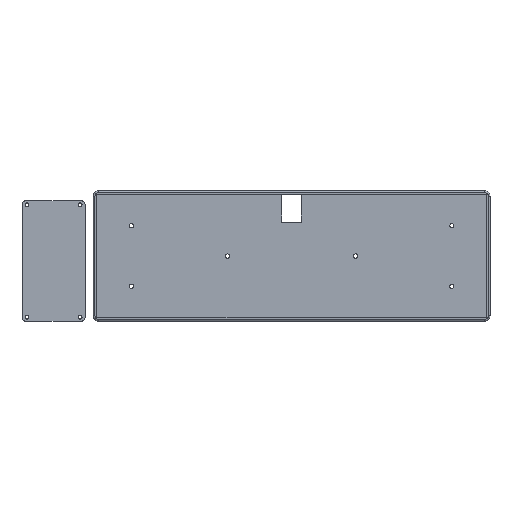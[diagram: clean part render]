
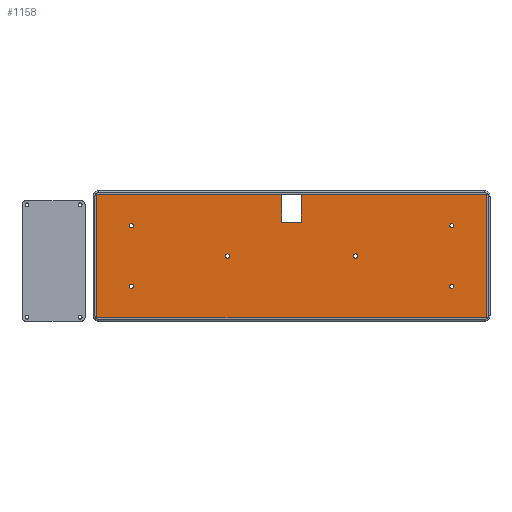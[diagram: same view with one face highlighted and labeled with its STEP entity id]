
A CAD part, top view. The second image highlights one B-rep face of the part: STEP entity #1158.
In plain terms, the highlighted planar face has unit normal (0, 0, 1).
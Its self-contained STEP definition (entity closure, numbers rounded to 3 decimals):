
#45=FACE_BOUND('',#192,.T.);
#46=FACE_BOUND('',#193,.T.);
#47=FACE_BOUND('',#194,.T.);
#48=FACE_BOUND('',#195,.T.);
#49=FACE_BOUND('',#196,.T.);
#50=FACE_BOUND('',#197,.T.);
#64=PLANE('',#1289);
#111=FACE_OUTER_BOUND('',#191,.T.);
#191=EDGE_LOOP('',(#951,#952,#953,#954,#955,#956,#957,#958,#959,#960));
#192=EDGE_LOOP('',(#961));
#193=EDGE_LOOP('',(#962));
#194=EDGE_LOOP('',(#963));
#195=EDGE_LOOP('',(#964));
#196=EDGE_LOOP('',(#965));
#197=EDGE_LOOP('',(#966));
#268=LINE('',#1892,#359);
#271=LINE('',#1900,#362);
#279=LINE('',#1923,#370);
#288=LINE('',#1949,#379);
#289=LINE('',#1951,#380);
#290=LINE('',#1953,#381);
#291=LINE('',#1955,#382);
#292=LINE('',#1956,#383);
#359=VECTOR('',#1527,10.);
#362=VECTOR('',#1536,10.);
#370=VECTOR('',#1556,10.);
#379=VECTOR('',#1585,10.);
#380=VECTOR('',#1586,10.);
#381=VECTOR('',#1587,10.);
#382=VECTOR('',#1588,10.);
#383=VECTOR('',#1589,10.);
#437=CIRCLE('',#1247,1.2);
#439=CIRCLE('',#1251,1.2);
#441=CIRCLE('',#1255,1.2);
#443=CIRCLE('',#1259,1.2);
#445=CIRCLE('',#1263,1.2);
#447=CIRCLE('',#1267,1.2);
#448=CIRCLE('',#1269,0.4);
#449=CIRCLE('',#1272,0.4);
#529=VERTEX_POINT('',#1841);
#531=VERTEX_POINT('',#1849);
#533=VERTEX_POINT('',#1857);
#535=VERTEX_POINT('',#1865);
#537=VERTEX_POINT('',#1873);
#539=VERTEX_POINT('',#1881);
#540=VERTEX_POINT('',#1885);
#541=VERTEX_POINT('',#1886);
#542=VERTEX_POINT('',#1891);
#543=VERTEX_POINT('',#1895);
#544=VERTEX_POINT('',#1899);
#553=VERTEX_POINT('',#1921);
#560=VERTEX_POINT('',#1948);
#561=VERTEX_POINT('',#1950);
#562=VERTEX_POINT('',#1952);
#563=VERTEX_POINT('',#1954);
#646=EDGE_CURVE('',#529,#529,#437,.T.);
#650=EDGE_CURVE('',#531,#531,#439,.T.);
#654=EDGE_CURVE('',#533,#533,#441,.T.);
#658=EDGE_CURVE('',#535,#535,#443,.T.);
#662=EDGE_CURVE('',#537,#537,#445,.T.);
#666=EDGE_CURVE('',#539,#539,#447,.T.);
#668=EDGE_CURVE('',#540,#541,#448,.T.);
#671=EDGE_CURVE('',#542,#541,#268,.T.);
#673=EDGE_CURVE('',#542,#543,#449,.T.);
#675=EDGE_CURVE('',#544,#543,#271,.T.);
#687=EDGE_CURVE('',#540,#553,#279,.T.);
#700=EDGE_CURVE('',#553,#560,#288,.T.);
#701=EDGE_CURVE('',#560,#561,#289,.T.);
#702=EDGE_CURVE('',#561,#562,#290,.T.);
#703=EDGE_CURVE('',#562,#563,#291,.T.);
#704=EDGE_CURVE('',#563,#544,#292,.T.);
#951=ORIENTED_EDGE('',*,*,#675,.T.);
#952=ORIENTED_EDGE('',*,*,#673,.F.);
#953=ORIENTED_EDGE('',*,*,#671,.T.);
#954=ORIENTED_EDGE('',*,*,#668,.F.);
#955=ORIENTED_EDGE('',*,*,#687,.T.);
#956=ORIENTED_EDGE('',*,*,#700,.T.);
#957=ORIENTED_EDGE('',*,*,#701,.T.);
#958=ORIENTED_EDGE('',*,*,#702,.T.);
#959=ORIENTED_EDGE('',*,*,#703,.T.);
#960=ORIENTED_EDGE('',*,*,#704,.T.);
#961=ORIENTED_EDGE('',*,*,#666,.T.);
#962=ORIENTED_EDGE('',*,*,#646,.T.);
#963=ORIENTED_EDGE('',*,*,#658,.T.);
#964=ORIENTED_EDGE('',*,*,#654,.T.);
#965=ORIENTED_EDGE('',*,*,#650,.T.);
#966=ORIENTED_EDGE('',*,*,#662,.T.);
#1158=ADVANCED_FACE('',(#111,#45,#46,#47,#48,#49,#50),#64,.T.);
#1247=AXIS2_PLACEMENT_3D('',#1842,#1466,#1467);
#1251=AXIS2_PLACEMENT_3D('',#1850,#1476,#1477);
#1255=AXIS2_PLACEMENT_3D('',#1858,#1486,#1487);
#1259=AXIS2_PLACEMENT_3D('',#1866,#1496,#1497);
#1263=AXIS2_PLACEMENT_3D('',#1874,#1506,#1507);
#1267=AXIS2_PLACEMENT_3D('',#1882,#1516,#1517);
#1269=AXIS2_PLACEMENT_3D('',#1887,#1521,#1522);
#1272=AXIS2_PLACEMENT_3D('',#1896,#1531,#1532);
#1289=AXIS2_PLACEMENT_3D('',#1947,#1583,#1584);
#1466=DIRECTION('center_axis',(0.,0.,-1.));
#1467=DIRECTION('ref_axis',(-1.,0.,0.));
#1476=DIRECTION('center_axis',(0.,0.,-1.));
#1477=DIRECTION('ref_axis',(-1.,0.,0.));
#1486=DIRECTION('center_axis',(0.,0.,-1.));
#1487=DIRECTION('ref_axis',(-1.,0.,0.));
#1496=DIRECTION('center_axis',(0.,0.,-1.));
#1497=DIRECTION('ref_axis',(-1.,0.,0.));
#1506=DIRECTION('center_axis',(0.,0.,-1.));
#1507=DIRECTION('ref_axis',(-1.,0.,0.));
#1516=DIRECTION('center_axis',(0.,0.,-1.));
#1517=DIRECTION('ref_axis',(-1.,0.,0.));
#1521=DIRECTION('center_axis',(0.,0.,1.));
#1522=DIRECTION('ref_axis',(-0.707,-0.707,0.));
#1527=DIRECTION('',(-1.,0.,0.));
#1531=DIRECTION('center_axis',(0.,0.,1.));
#1532=DIRECTION('ref_axis',(0.707,-0.707,0.));
#1536=DIRECTION('',(0.,-1.,0.));
#1556=DIRECTION('',(0.,1.,0.));
#1583=DIRECTION('center_axis',(0.,0.,1.));
#1584=DIRECTION('ref_axis',(1.,0.,0.));
#1585=DIRECTION('',(-1.,0.,0.));
#1586=DIRECTION('',(0.,-1.,0.));
#1587=DIRECTION('',(1.,0.,0.));
#1588=DIRECTION('',(0.,1.,0.));
#1589=DIRECTION('',(-1.,0.,0.));
#1841=CARTESIAN_POINT('',(22.625,53.6,2.));
#1842=CARTESIAN_POINT('Origin',(21.425,53.6,2.));
#1849=CARTESIAN_POINT('',(22.625,19.6,2.));
#1850=CARTESIAN_POINT('Origin',(21.425,19.6,2.));
#1857=CARTESIAN_POINT('',(76.625,36.6,2.));
#1858=CARTESIAN_POINT('Origin',(75.425,36.6,2.));
#1865=CARTESIAN_POINT('',(202.625,53.6,2.));
#1866=CARTESIAN_POINT('Origin',(201.425,53.6,2.));
#1873=CARTESIAN_POINT('',(202.625,19.6,2.));
#1874=CARTESIAN_POINT('Origin',(201.425,19.6,2.));
#1881=CARTESIAN_POINT('',(148.625,36.6,2.));
#1882=CARTESIAN_POINT('Origin',(147.425,36.6,2.));
#1885=CARTESIAN_POINT('',(105.925,55.6,2.));
#1886=CARTESIAN_POINT('',(106.325,55.2,2.));
#1887=CARTESIAN_POINT('Origin',(106.325,55.6,2.));
#1891=CARTESIAN_POINT('',(116.525,55.2,2.));
#1892=CARTESIAN_POINT('',(114.175,55.2,2.));
#1895=CARTESIAN_POINT('',(116.925,55.6,2.));
#1896=CARTESIAN_POINT('Origin',(116.525,55.6,2.));
#1899=CARTESIAN_POINT('',(116.925,71.2,2.));
#1900=CARTESIAN_POINT('',(116.925,54.9,2.));
#1921=CARTESIAN_POINT('',(105.925,71.2,2.));
#1923=CARTESIAN_POINT('',(105.925,45.9,2.));
#1947=CARTESIAN_POINT('Origin',(111.425,36.6,2.));
#1948=CARTESIAN_POINT('',(2.,71.2,2.));
#1949=CARTESIAN_POINT('',(220.85,71.2,2.));
#1950=CARTESIAN_POINT('',(2.,2.,2.));
#1951=CARTESIAN_POINT('',(2.,71.2,2.));
#1952=CARTESIAN_POINT('',(220.85,2.,2.));
#1953=CARTESIAN_POINT('',(2.,2.,2.));
#1954=CARTESIAN_POINT('',(220.85,71.2,2.));
#1955=CARTESIAN_POINT('',(220.85,2.,2.));
#1956=CARTESIAN_POINT('',(220.85,71.2,2.));
